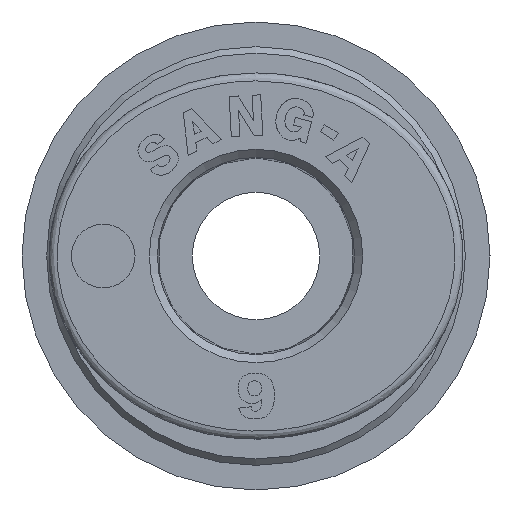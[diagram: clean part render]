
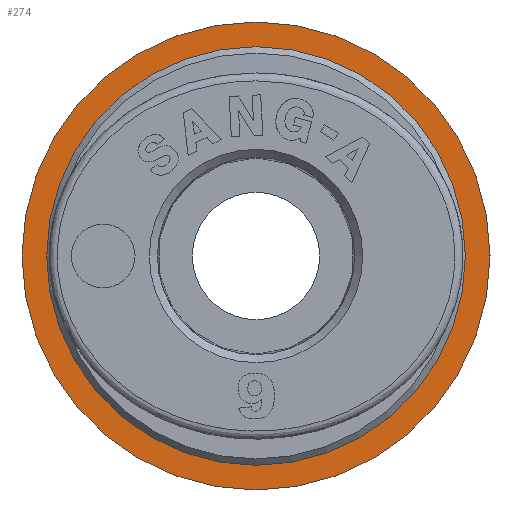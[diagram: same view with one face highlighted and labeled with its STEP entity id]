
A CAD part, left-side view. The second image highlights one B-rep face of the part: STEP entity #274.
In plain terms, the highlighted planar face has unit normal (-1, 0, 0).
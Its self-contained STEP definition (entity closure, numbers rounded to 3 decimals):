
#160=CARTESIAN_POINT('',(-12.5,7.35,0.0));
#161=VERTEX_POINT('',#160);
#162=CARTESIAN_POINT('',(-12.5,0.,0.0));
#163=DIRECTION('',(1.0,0.0,0.0));
#164=DIRECTION('',(0.0,1.0,0.0));
#165=AXIS2_PLACEMENT_3D('',#162,#163,#164);
#166=CIRCLE('',#165,7.35);
#167=EDGE_CURVE('',#161,#161,#166,.T.);
#220=CARTESIAN_POINT('',(-12.5,3.1,0.0));
#221=VERTEX_POINT('',#220);
#222=CARTESIAN_POINT('',(-12.5,0.,0.0));
#223=DIRECTION('',(1.0,0.0,0.0));
#224=DIRECTION('',(0.0,1.0,0.0));
#225=AXIS2_PLACEMENT_3D('',#222,#223,#224);
#226=CIRCLE('',#225,3.1);
#227=EDGE_CURVE('',#221,#221,#226,.T.);
#263=CARTESIAN_POINT('',(-12.5,3.675,0.0));
#264=DIRECTION('',(1.0,0.0,0.0));
#265=DIRECTION('',(0.0,0.0,-1.0));
#266=AXIS2_PLACEMENT_3D('',#263,#264,#265);
#267=PLANE('',#266);
#268=ORIENTED_EDGE('',*,*,#167,.F.);
#269=EDGE_LOOP('',(#268));
#270=FACE_OUTER_BOUND('',#269,.T.);
#271=ORIENTED_EDGE('',*,*,#227,.T.);
#272=EDGE_LOOP('',(#271));
#273=FACE_BOUND('',#272,.T.);
#274=ADVANCED_FACE('',(#270,#273),#267,.F.);
